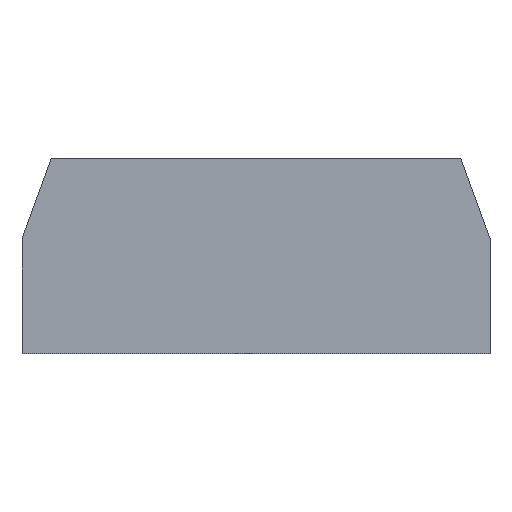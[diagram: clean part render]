
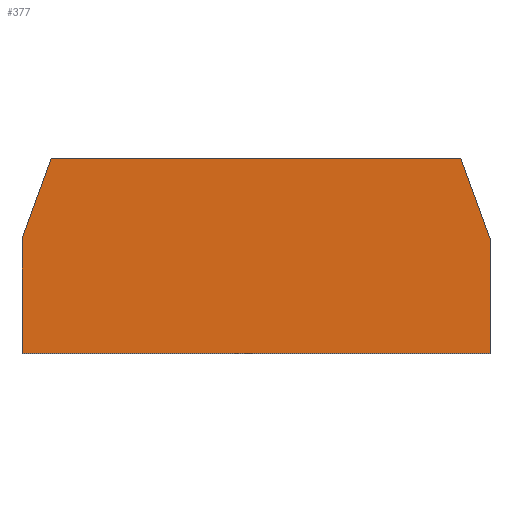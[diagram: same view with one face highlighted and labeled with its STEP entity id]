
A CAD part, top view. The second image highlights one B-rep face of the part: STEP entity #377.
In plain terms, the highlighted planar face has unit normal (0, 0, 1).
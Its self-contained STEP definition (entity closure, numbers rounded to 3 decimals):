
#2=DIRECTION('',(0.342,0.94,0.));
#3=VECTOR('',#2,13.153);
#4=CARTESIAN_POINT('',(-36.,-12.36,0.));
#5=LINE('',#4,#3);
#6=DIRECTION('',(-1.,0.,0.));
#7=VECTOR('',#6,63.003);
#8=CARTESIAN_POINT('',(31.501,0.,0.));
#9=LINE('',#8,#7);
#10=DIRECTION('',(0.342,-0.94,0.));
#11=VECTOR('',#10,13.153);
#12=CARTESIAN_POINT('',(31.501,0.,0.));
#13=LINE('',#12,#11);
#14=DIRECTION('',(0.,1.,0.));
#15=VECTOR('',#14,17.64);
#16=CARTESIAN_POINT('',(36.,-30.,0.));
#17=LINE('',#16,#15);
#18=DIRECTION('',(1.,0.,0.));
#19=VECTOR('',#18,72.);
#20=CARTESIAN_POINT('',(-36.,-30.,0.));
#21=LINE('',#20,#19);
#22=DIRECTION('',(0.,-1.,0.));
#23=VECTOR('',#22,17.64);
#24=CARTESIAN_POINT('',(-36.,-12.36,0.));
#25=LINE('',#24,#23);
#282=CARTESIAN_POINT('',(-36.,-30.,0.));
#283=CARTESIAN_POINT('',(36.,-30.,0.));
#284=VERTEX_POINT('',#282);
#285=VERTEX_POINT('',#283);
#290=CARTESIAN_POINT('',(31.501,0.,0.));
#291=CARTESIAN_POINT('',(36.,-12.36,0.));
#292=VERTEX_POINT('',#290);
#293=VERTEX_POINT('',#291);
#298=CARTESIAN_POINT('',(-36.,-12.36,0.));
#299=CARTESIAN_POINT('',(-31.501,0.,0.));
#300=VERTEX_POINT('',#298);
#301=VERTEX_POINT('',#299);
#358=CARTESIAN_POINT('',(0.,0.,0.));
#359=DIRECTION('',(0.,0.,1.));
#360=DIRECTION('',(1.,0.,0.));
#361=AXIS2_PLACEMENT_3D('',#358,#359,#360);
#362=PLANE('',#361);
#364=ORIENTED_EDGE('',*,*,#363,.T.);
#366=ORIENTED_EDGE('',*,*,#365,.F.);
#368=ORIENTED_EDGE('',*,*,#367,.T.);
#370=ORIENTED_EDGE('',*,*,#369,.F.);
#372=ORIENTED_EDGE('',*,*,#371,.F.);
#374=ORIENTED_EDGE('',*,*,#373,.F.);
#375=EDGE_LOOP('',(#364,#366,#368,#370,#372,#374));
#376=FACE_OUTER_BOUND('',#375,.F.);
#377=ADVANCED_FACE('',(#376),#362,.T.);
#363=EDGE_CURVE('',#300,#301,#5,.T.);
#365=EDGE_CURVE('',#292,#301,#9,.T.);
#367=EDGE_CURVE('',#292,#293,#13,.T.);
#369=EDGE_CURVE('',#285,#293,#17,.T.);
#371=EDGE_CURVE('',#284,#285,#21,.T.);
#373=EDGE_CURVE('',#300,#284,#25,.T.);
